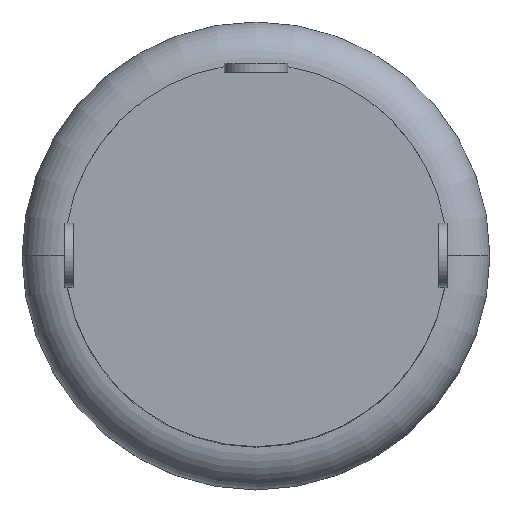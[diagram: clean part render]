
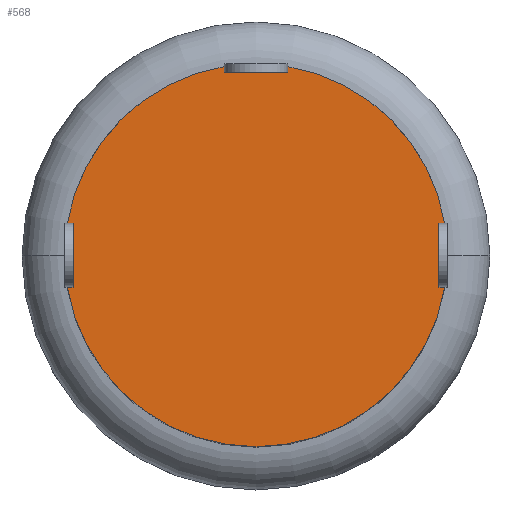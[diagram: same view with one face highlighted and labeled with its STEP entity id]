
A CAD part, top view. The second image highlights one B-rep face of the part: STEP entity #568.
In plain terms, the highlighted planar face has unit normal (0, 0, 1).
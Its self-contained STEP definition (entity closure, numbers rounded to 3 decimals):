
#207 = VERTEX_POINT('',#208);
#208 = CARTESIAN_POINT('',(0.75,4.437,11.
    ));
#214 = EDGE_CURVE('',#215,#207,#217,.T.);
#215 = VERTEX_POINT('',#216);
#216 = CARTESIAN_POINT('',(4.437,0.75,11.));
#217 = CIRCLE('',#218,4.5);
#218 = AXIS2_PLACEMENT_3D('',#219,#220,#221);
#219 = CARTESIAN_POINT('',(0.,0.,11.));
#220 = DIRECTION('',(0.,0.,1.));
#221 = DIRECTION('',(0.986,0.167,0.));
#250 = VERTEX_POINT('',#251);
#251 = CARTESIAN_POINT('',(4.437,-0.75,11.));
#257 = EDGE_CURVE('',#258,#250,#260,.T.);
#258 = VERTEX_POINT('',#259);
#259 = CARTESIAN_POINT('',(0.,-4.5,11.));
#260 = CIRCLE('',#261,4.5);
#261 = AXIS2_PLACEMENT_3D('',#262,#263,#264);
#262 = CARTESIAN_POINT('',(0.,0.,11.));
#263 = DIRECTION('',(0.,-0.,1.));
#264 = DIRECTION('',(0.,-1.,-0.));
#315 = EDGE_CURVE('',#316,#258,#318,.T.);
#316 = VERTEX_POINT('',#317);
#317 = CARTESIAN_POINT('',(-4.437,-0.75,11.));
#318 = CIRCLE('',#319,4.5);
#319 = AXIS2_PLACEMENT_3D('',#320,#321,#322);
#320 = CARTESIAN_POINT('',(0.,0.,11.));
#321 = DIRECTION('',(0.,0.,1.));
#322 = DIRECTION('',(-0.986,-0.167,0.
    ));
#351 = VERTEX_POINT('',#352);
#352 = CARTESIAN_POINT('',(-4.437,0.75,11.));
#358 = EDGE_CURVE('',#359,#351,#361,.T.);
#359 = VERTEX_POINT('',#360);
#360 = CARTESIAN_POINT('',(-0.75,4.437,
    11.));
#361 = CIRCLE('',#362,4.5);
#362 = AXIS2_PLACEMENT_3D('',#363,#364,#365);
#363 = CARTESIAN_POINT('',(0.,0.,11.));
#364 = DIRECTION('',(0.,0.,1.));
#365 = DIRECTION('',(-0.167,0.986,0.)
  );
#457 = EDGE_CURVE('',#207,#458,#460,.T.);
#458 = VERTEX_POINT('',#459);
#459 = CARTESIAN_POINT('',(0.75,4.3,11.));
#460 = LINE('',#461,#462);
#461 = CARTESIAN_POINT('',(0.75,4.437,11.
    ));
#462 = VECTOR('',#463,1.);
#463 = DIRECTION('',(0.,-1.,-0.));
#514 = EDGE_CURVE('',#515,#458,#517,.T.);
#515 = VERTEX_POINT('',#516);
#516 = CARTESIAN_POINT('',(-0.75,4.3,11.));
#517 = LINE('',#518,#519);
#518 = CARTESIAN_POINT('',(-0.75,4.3,11.));
#519 = VECTOR('',#520,1.);
#520 = DIRECTION('',(1.,0.,0.));
#568 = ADVANCED_FACE('',(#569),#627,.T.);
#569 = FACE_BOUND('',#570,.F.);
#570 = EDGE_LOOP('',(#571,#581,#587,#588,#589,#597,#605,#611,#612,#618,
    #619,#620,#621));
#571 = ORIENTED_EDGE('',*,*,#572,.T.);
#572 = EDGE_CURVE('',#573,#575,#577,.T.);
#573 = VERTEX_POINT('',#574);
#574 = CARTESIAN_POINT('',(4.3,0.75,11.));
#575 = VERTEX_POINT('',#576);
#576 = CARTESIAN_POINT('',(4.3,-0.75,11.));
#577 = LINE('',#578,#579);
#578 = CARTESIAN_POINT('',(4.3,0.75,11.));
#579 = VECTOR('',#580,1.);
#580 = DIRECTION('',(0.,-1.,-0.));
#581 = ORIENTED_EDGE('',*,*,#582,.T.);
#582 = EDGE_CURVE('',#575,#250,#583,.T.);
#583 = LINE('',#584,#585);
#584 = CARTESIAN_POINT('',(4.3,-0.75,11.));
#585 = VECTOR('',#586,1.);
#586 = DIRECTION('',(1.,0.,0.));
#587 = ORIENTED_EDGE('',*,*,#257,.F.);
#588 = ORIENTED_EDGE('',*,*,#315,.F.);
#589 = ORIENTED_EDGE('',*,*,#590,.T.);
#590 = EDGE_CURVE('',#316,#591,#593,.T.);
#591 = VERTEX_POINT('',#592);
#592 = CARTESIAN_POINT('',(-4.3,-0.75,11.));
#593 = LINE('',#594,#595);
#594 = CARTESIAN_POINT('',(-4.437,-0.75,11.));
#595 = VECTOR('',#596,1.);
#596 = DIRECTION('',(1.,0.,0.));
#597 = ORIENTED_EDGE('',*,*,#598,.T.);
#598 = EDGE_CURVE('',#591,#599,#601,.T.);
#599 = VERTEX_POINT('',#600);
#600 = CARTESIAN_POINT('',(-4.3,0.75,11.));
#601 = LINE('',#602,#603);
#602 = CARTESIAN_POINT('',(-4.3,-0.75,11.));
#603 = VECTOR('',#604,1.);
#604 = DIRECTION('',(0.,1.,0.));
#605 = ORIENTED_EDGE('',*,*,#606,.T.);
#606 = EDGE_CURVE('',#599,#351,#607,.T.);
#607 = LINE('',#608,#609);
#608 = CARTESIAN_POINT('',(-4.3,0.75,11.));
#609 = VECTOR('',#610,1.);
#610 = DIRECTION('',(-1.,0.,0.));
#611 = ORIENTED_EDGE('',*,*,#358,.F.);
#612 = ORIENTED_EDGE('',*,*,#613,.T.);
#613 = EDGE_CURVE('',#359,#515,#614,.T.);
#614 = LINE('',#615,#616);
#615 = CARTESIAN_POINT('',(-0.75,4.437,
    11.));
#616 = VECTOR('',#617,1.);
#617 = DIRECTION('',(0.,-1.,-0.));
#618 = ORIENTED_EDGE('',*,*,#514,.T.);
#619 = ORIENTED_EDGE('',*,*,#457,.F.);
#620 = ORIENTED_EDGE('',*,*,#214,.F.);
#621 = ORIENTED_EDGE('',*,*,#622,.T.);
#622 = EDGE_CURVE('',#215,#573,#623,.T.);
#623 = LINE('',#624,#625);
#624 = CARTESIAN_POINT('',(4.437,0.75,11.));
#625 = VECTOR('',#626,1.);
#626 = DIRECTION('',(-1.,0.,0.));
#627 = PLANE('',#628);
#628 = AXIS2_PLACEMENT_3D('',#629,#630,#631);
#629 = CARTESIAN_POINT('',(0.,0.,11.));
#630 = DIRECTION('',(0.,0.,1.));
#631 = DIRECTION('',(0.,-1.,-0.));
